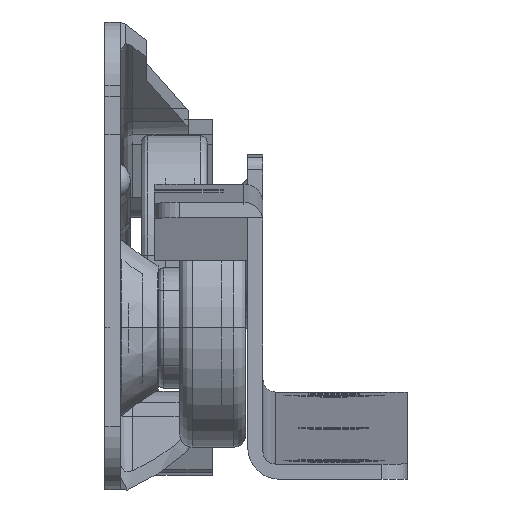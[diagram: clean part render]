
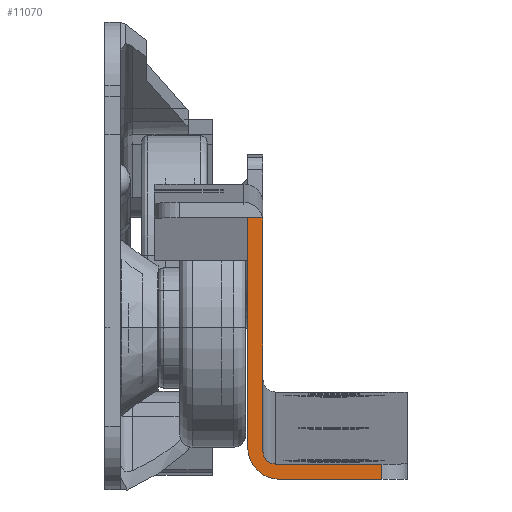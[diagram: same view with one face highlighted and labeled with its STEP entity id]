
A CAD part, top view. The second image highlights one B-rep face of the part: STEP entity #11070.
In plain terms, the highlighted face is planar.
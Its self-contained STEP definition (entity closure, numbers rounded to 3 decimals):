
#52 = CARTESIAN_POINT ( 'NONE',  ( 0., 19.298, 0. ) ) ;
#189 = CARTESIAN_POINT ( 'NONE',  ( 0., 20.7, 0. ) ) ;
#307 = LINE ( 'NONE', #9994, #10302 ) ;
#467 = ORIENTED_EDGE ( 'NONE', *, *, #12056, .T. ) ;
#510 = EDGE_CURVE ( 'NONE', #7923, #5254, #7071, .T. ) ;
#600 = DIRECTION ( 'NONE',  ( 0., 0., 1. ) ) ;
#980 = ORIENTED_EDGE ( 'NONE', *, *, #7091, .T. ) ;
#1100 = VECTOR ( 'NONE', #8865, 1000. ) ;
#1241 = EDGE_CURVE ( 'NONE', #11268, #11442, #307, .T. ) ;
#1244 = DIRECTION ( 'NONE',  ( 0., 1., 0. ) ) ;
#1255 = ORIENTED_EDGE ( 'NONE', *, *, #3975, .T. ) ;
#1271 = VECTOR ( 'NONE', #9724, 1000. ) ;
#1308 = EDGE_CURVE ( 'NONE', #3687, #7587, #3172, .T. ) ;
#1419 = DIRECTION ( 'NONE',  ( 1., 0., 0. ) ) ;
#2236 = VECTOR ( 'NONE', #12200, 1000. ) ;
#3150 = CARTESIAN_POINT ( 'NONE',  ( -1.2, 1.3, 0. ) ) ;
#3172 = LINE ( 'NONE', #189, #10925 ) ;
#3577 = EDGE_LOOP ( 'NONE', ( #467, #11002, #5319, #980, #8940, #4421, #9300, #1255, #5288 ) ) ;
#3687 = VERTEX_POINT ( 'NONE', #4306 ) ;
#3936 = CARTESIAN_POINT ( 'NONE',  ( -0.01, 19.398, 0. ) ) ;
#3940 = LINE ( 'NONE', #4002, #1100 ) ;
#3975 = EDGE_CURVE ( 'NONE', #10810, #7923, #10799, .T. ) ;
#4002 = CARTESIAN_POINT ( 'NONE',  ( -1.2, -1.2, 0. ) ) ;
#4013 = CIRCLE ( 'NONE', #10114, 1. ) ;
#4306 = CARTESIAN_POINT ( 'NONE',  ( 0., 1., 0. ) ) ;
#4421 = ORIENTED_EDGE ( 'NONE', *, *, #10039, .T. ) ;
#4457 = DIRECTION ( 'NONE',  ( 0., 0., -1. ) ) ;
#4522 = LINE ( 'NONE', #8416, #7555 ) ;
#5254 = VERTEX_POINT ( 'NONE', #9645 ) ;
#5288 = ORIENTED_EDGE ( 'NONE', *, *, #510, .T. ) ;
#5319 = ORIENTED_EDGE ( 'NONE', *, *, #8510, .T. ) ;
#5338 = FACE_OUTER_BOUND ( 'NONE', #3577, .T. ) ;
#5353 = DIRECTION ( 'NONE',  ( 1., 0., 0. ) ) ;
#5641 = CARTESIAN_POINT ( 'NONE',  ( 1.3, 1.3, 0. ) ) ;
#5710 = CARTESIAN_POINT ( 'NONE',  ( 9.4, -1.2, 0. ) ) ;
#5849 =( BOUNDED_CURVE ( )  B_SPLINE_CURVE ( 3, ( #8801, #52, #3936, #7844 ),
 .UNSPECIFIED., .F., .T. ) 
 B_SPLINE_CURVE_WITH_KNOTS ( ( 4, 4 ),
 ( 1.571, 1.772 ),
 .UNSPECIFIED. ) 
 CURVE ( )  GEOMETRIC_REPRESENTATION_ITEM ( )  RATIONAL_B_SPLINE_CURVE ( ( 1., 0.997, 0.997, 1. ) ) 
 REPRESENTATION_ITEM ( '' )  );
#5961 = CARTESIAN_POINT ( 'NONE',  ( -1.2, -1.2, 0. ) ) ;
#6439 = CARTESIAN_POINT ( 'NONE',  ( 0., 19.197, 0. ) ) ;
#7071 = CIRCLE ( 'NONE', #11517, 2.5 ) ;
#7091 = EDGE_CURVE ( 'NONE', #7312, #3687, #4013, .T. ) ;
#7093 = DIRECTION ( 'NONE',  ( 0., 1., 0. ) ) ;
#7312 = VERTEX_POINT ( 'NONE', #9615 ) ;
#7555 = VECTOR ( 'NONE', #12277, 1000. ) ;
#7587 = VERTEX_POINT ( 'NONE', #6439 ) ;
#7844 = CARTESIAN_POINT ( 'NONE',  ( -0.03, 19.497, 0. ) ) ;
#7923 = VERTEX_POINT ( 'NONE', #3150 ) ;
#8416 = CARTESIAN_POINT ( 'NONE',  ( 11.4, 0., 0. ) ) ;
#8510 = EDGE_CURVE ( 'NONE', #11442, #7312, #4522, .T. ) ;
#8645 = DIRECTION ( 'NONE',  ( 1., 0., 0. ) ) ;
#8759 = EDGE_CURVE ( 'NONE', #10810, #12253, #9050, .T. ) ;
#8801 = CARTESIAN_POINT ( 'NONE',  ( 0., 19.197, 0. ) ) ;
#8865 = DIRECTION ( 'NONE',  ( 1., 0., 0. ) ) ;
#8940 = ORIENTED_EDGE ( 'NONE', *, *, #1308, .T. ) ;
#9050 = LINE ( 'NONE', #11201, #2236 ) ;
#9222 = PLANE ( 'NONE',  #12023 ) ;
#9300 = ORIENTED_EDGE ( 'NONE', *, *, #8759, .F. ) ;
#9615 = CARTESIAN_POINT ( 'NONE',  ( 1., 0., 0. ) ) ;
#9645 = CARTESIAN_POINT ( 'NONE',  ( 1.3, -1.2, 0. ) ) ;
#9724 = DIRECTION ( 'NONE',  ( 0., -1., 0. ) ) ;
#9969 = CARTESIAN_POINT ( 'NONE',  ( 9.4, 0., 0. ) ) ;
#9987 = CARTESIAN_POINT ( 'NONE',  ( -0.03, 19.497, 0. ) ) ;
#9994 = CARTESIAN_POINT ( 'NONE',  ( 9.4, 0., 0. ) ) ;
#10039 = EDGE_CURVE ( 'NONE', #7587, #12253, #5849, .T. ) ;
#10114 = AXIS2_PLACEMENT_3D ( 'NONE', #12149, #4457, #5353 ) ;
#10302 = VECTOR ( 'NONE', #1244, 1000. ) ;
#10799 = LINE ( 'NONE', #5961, #1271 ) ;
#10810 = VERTEX_POINT ( 'NONE', #11645 ) ;
#10925 = VECTOR ( 'NONE', #7093, 1000. ) ;
#11002 = ORIENTED_EDGE ( 'NONE', *, *, #1241, .T. ) ;
#11070 = ADVANCED_FACE ( 'NONE', ( #5338 ), #9222, .T. ) ;
#11201 = CARTESIAN_POINT ( 'NONE',  ( 0., 19.497, 0. ) ) ;
#11268 = VERTEX_POINT ( 'NONE', #5710 ) ;
#11442 = VERTEX_POINT ( 'NONE', #9969 ) ;
#11517 = AXIS2_PLACEMENT_3D ( 'NONE', #5641, #11564, #8645 ) ;
#11564 = DIRECTION ( 'NONE',  ( 0., 0., 1. ) ) ;
#11645 = CARTESIAN_POINT ( 'NONE',  ( -1.2, 19.497, 0. ) ) ;
#12023 = AXIS2_PLACEMENT_3D ( 'NONE', #12255, #600, #1419 ) ;
#12056 = EDGE_CURVE ( 'NONE', #5254, #11268, #3940, .T. ) ;
#12149 = CARTESIAN_POINT ( 'NONE',  ( 1., 1., 0. ) ) ;
#12200 = DIRECTION ( 'NONE',  ( 1., 0., 0. ) ) ;
#12253 = VERTEX_POINT ( 'NONE', #9987 ) ;
#12255 = CARTESIAN_POINT ( 'NONE',  ( 0., 0., 0. ) ) ;
#12277 = DIRECTION ( 'NONE',  ( -1., 0., 0. ) ) ;
